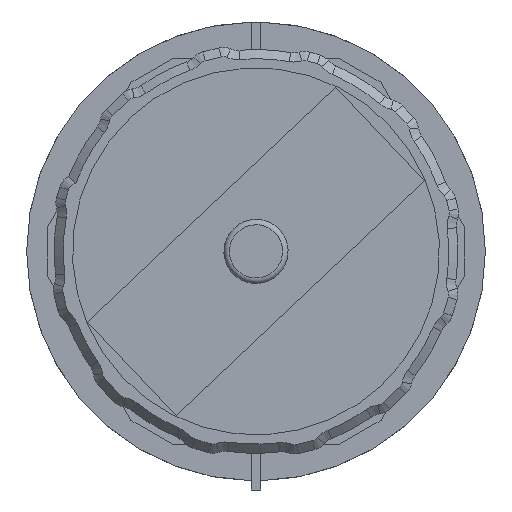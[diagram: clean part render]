
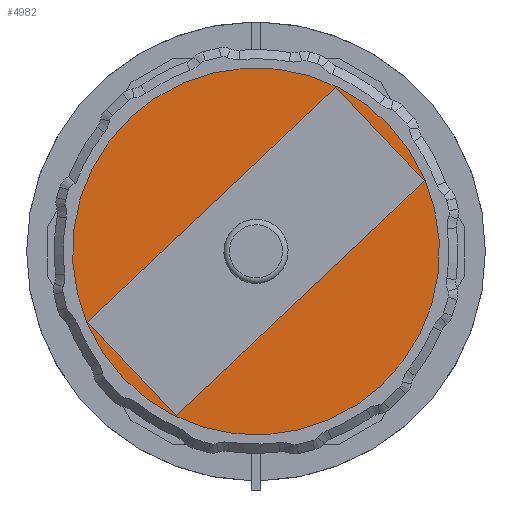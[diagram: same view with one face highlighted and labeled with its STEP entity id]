
A CAD part, front view. The second image highlights one B-rep face of the part: STEP entity #4982.
In plain terms, the highlighted planar face has unit normal (0, -1, 0).
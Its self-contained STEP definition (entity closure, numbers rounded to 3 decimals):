
#91=FACE_BOUND('',#811,.T.);
#264=PLANE('',#5604);
#517=FACE_OUTER_BOUND('',#810,.T.);
#810=EDGE_LOOP('',(#3903));
#811=EDGE_LOOP('',(#3904,#3905,#3906,#3907));
#1160=LINE('',#8071,#1569);
#1164=LINE('',#8079,#1573);
#1167=LINE('',#8085,#1576);
#1170=LINE('',#8090,#1579);
#1569=VECTOR('',#6672,10.);
#1573=VECTOR('',#6678,10.);
#1576=VECTOR('',#6683,10.);
#1579=VECTOR('',#6688,10.);
#1990=CIRCLE('',#5603,10.);
#2278=VERTEX_POINT('',#8069);
#2279=VERTEX_POINT('',#8070);
#2282=VERTEX_POINT('',#8078);
#2284=VERTEX_POINT('',#8084);
#2286=VERTEX_POINT('',#8094);
#2853=EDGE_CURVE('',#2278,#2279,#1160,.T.);
#2857=EDGE_CURVE('',#2279,#2282,#1164,.T.);
#2860=EDGE_CURVE('',#2282,#2284,#1167,.T.);
#2863=EDGE_CURVE('',#2284,#2278,#1170,.T.);
#2865=EDGE_CURVE('',#2286,#2286,#1990,.T.);
#3903=ORIENTED_EDGE('',*,*,#2865,.T.);
#3904=ORIENTED_EDGE('',*,*,#2853,.T.);
#3905=ORIENTED_EDGE('',*,*,#2857,.T.);
#3906=ORIENTED_EDGE('',*,*,#2860,.T.);
#3907=ORIENTED_EDGE('',*,*,#2863,.T.);
#4982=ADVANCED_FACE('',(#517,#91),#264,.F.);
#5603=AXIS2_PLACEMENT_3D('',#8095,#6694,#6695);
#5604=AXIS2_PLACEMENT_3D('',#8096,#6696,#6697);
#6672=DIRECTION('',(0.,0.,1.));
#6678=DIRECTION('',(1.,0.,0.));
#6683=DIRECTION('',(0.,0.,-1.));
#6688=DIRECTION('',(-1.,0.,0.));
#6694=DIRECTION('center_axis',(0.,-1.,0.));
#6695=DIRECTION('ref_axis',(-1.,0.,0.));
#6696=DIRECTION('center_axis',(0.,1.,0.));
#6697=DIRECTION('ref_axis',(0.,0.,1.));
#8069=CARTESIAN_POINT('',(-9.3,-0.2,-3.5));
#8070=CARTESIAN_POINT('',(-9.3,-0.2,3.5));
#8071=CARTESIAN_POINT('',(-9.3,-0.2,1.75));
#8078=CARTESIAN_POINT('',(9.3,-0.2,3.5));
#8079=CARTESIAN_POINT('',(4.65,-0.2,3.5));
#8084=CARTESIAN_POINT('',(9.3,-0.2,-3.5));
#8085=CARTESIAN_POINT('',(9.3,-0.2,-1.75));
#8090=CARTESIAN_POINT('',(-4.65,-0.2,-3.5));
#8094=CARTESIAN_POINT('',(10.,-0.2,0.));
#8095=CARTESIAN_POINT('Origin',(0.,-0.2,0.));
#8096=CARTESIAN_POINT('Origin',(0.,-0.2,0.));
